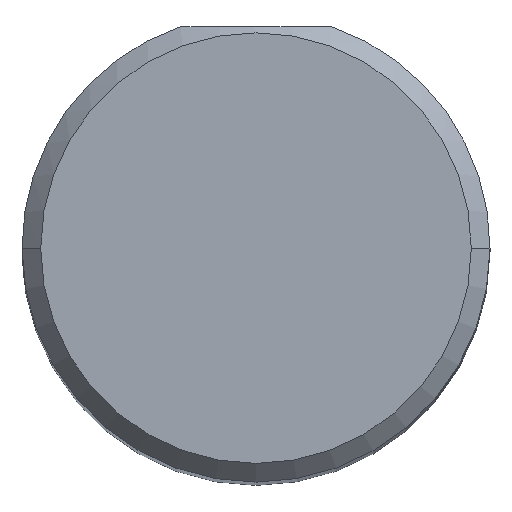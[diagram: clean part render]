
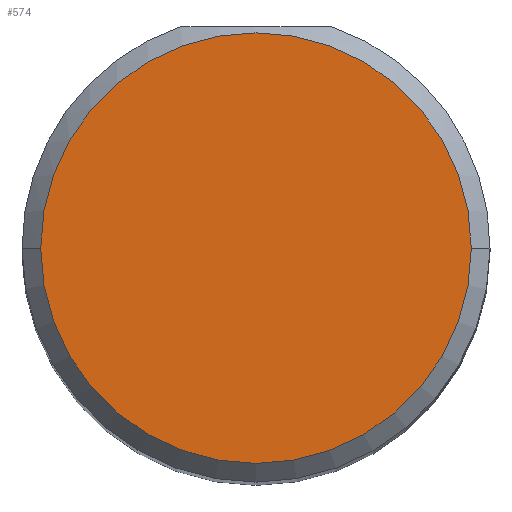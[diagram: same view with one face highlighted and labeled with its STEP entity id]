
A CAD part, top view. The second image highlights one B-rep face of the part: STEP entity #574.
In plain terms, the highlighted planar face has unit normal (0, 0, 1).
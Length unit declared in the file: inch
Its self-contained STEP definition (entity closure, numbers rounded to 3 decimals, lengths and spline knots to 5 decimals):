
#42 = CARTESIAN_POINT ( 'NONE',  ( 0.75, 0., 2.5 ) ) ;
#44 = AXIS2_PLACEMENT_3D ( 'NONE', #58, #264, #562 ) ;
#58 = CARTESIAN_POINT ( 'NONE',  ( 0.75, 0., 2.5 ) ) ;
#75 = CARTESIAN_POINT ( 'NONE',  ( 0.75, 0., 2.5 ) ) ;
#77 = CIRCLE ( 'NONE', #593, 0.1725 ) ;
#82 = VERTEX_POINT ( 'NONE', #486 ) ;
#103 = EDGE_CURVE ( 'NONE', #82, #330, #77, .T. ) ;
#145 = AXIS2_PLACEMENT_3D ( 'NONE', #75, #518, #515 ) ;
#154 = EDGE_LOOP ( 'NONE', ( #616, #514 ) ) ;
#234 = FACE_OUTER_BOUND ( 'NONE', #154, .T. ) ;
#245 = DIRECTION ( 'NONE',  ( -1., 0., 0. ) ) ;
#264 = DIRECTION ( 'NONE',  ( 0., 0., -1. ) ) ;
#321 = CIRCLE ( 'NONE', #44, 0.1725 ) ;
#330 = VERTEX_POINT ( 'NONE', #357 ) ;
#357 = CARTESIAN_POINT ( 'NONE',  ( 0.9225, 0., 2.5 ) ) ;
#437 = DIRECTION ( 'NONE',  ( 0., 0., -1. ) ) ;
#483 = EDGE_CURVE ( 'NONE', #330, #82, #321, .T. ) ;
#486 = CARTESIAN_POINT ( 'NONE',  ( 0.5775, 0., 2.5 ) ) ;
#514 = ORIENTED_EDGE ( 'NONE', *, *, #103, .F. ) ;
#515 = DIRECTION ( 'NONE',  ( -1., 0., 0. ) ) ;
#518 = DIRECTION ( 'NONE',  ( 0., 0., 1. ) ) ;
#562 = DIRECTION ( 'NONE',  ( -1., 0., 0. ) ) ;
#572 = PLANE ( 'NONE',  #145 ) ;
#574 = ADVANCED_FACE ( 'NONE', ( #234 ), #572, .T. ) ;
#593 = AXIS2_PLACEMENT_3D ( 'NONE', #42, #437, #245 ) ;
#616 = ORIENTED_EDGE ( 'NONE', *, *, #483, .F. ) ;
